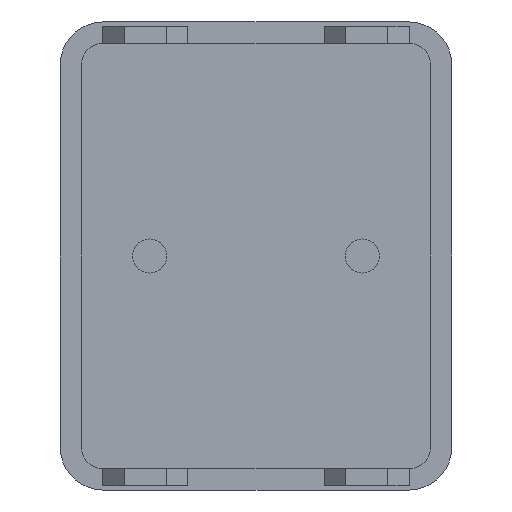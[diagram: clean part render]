
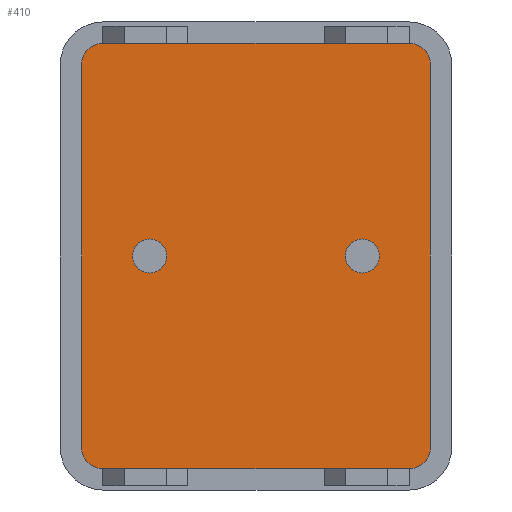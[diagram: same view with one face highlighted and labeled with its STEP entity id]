
A CAD part, front view. The second image highlights one B-rep face of the part: STEP entity #410.
In plain terms, the highlighted planar face has unit normal (0, -1, 0).
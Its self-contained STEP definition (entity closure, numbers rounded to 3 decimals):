
#1 = EDGE_CURVE ( 'NONE', #1458, #223, #2071, .T. ) ;
#63 = CIRCLE ( 'NONE', #293, 0.25 ) ;
#106 = CARTESIAN_POINT ( 'NONE',  ( 1.8, 0.25, -2.25 ) ) ;
#136 = CARTESIAN_POINT ( 'NONE',  ( 1.8, 0.25, 2.5 ) ) ;
#139 = CARTESIAN_POINT ( 'NONE',  ( -1.8, 0.25, -2.5 ) ) ;
#158 = EDGE_CURVE ( 'NONE', #887, #424, #1387, .T. ) ;
#197 = EDGE_CURVE ( 'NONE', #990, #458, #2220, .T. ) ;
#223 = VERTEX_POINT ( 'NONE', #1075 ) ;
#279 = ORIENTED_EDGE ( 'NONE', *, *, #2099, .T. ) ;
#293 = AXIS2_PLACEMENT_3D ( 'NONE', #1653, #804, #1491 ) ;
#302 = ORIENTED_EDGE ( 'NONE', *, *, #1, .T. ) ;
#320 = CARTESIAN_POINT ( 'NONE',  ( -1.8, 0.25, -2.5 ) ) ;
#410 = ADVANCED_FACE ( 'NONE', ( #492 ), #1846, .F. ) ;
#424 = VERTEX_POINT ( 'NONE', #136 ) ;
#435 = VECTOR ( 'NONE', #1011, 1000. ) ;
#458 = VERTEX_POINT ( 'NONE', #320 ) ;
#468 = CARTESIAN_POINT ( 'NONE',  ( -1.8, 0.25, 2.5 ) ) ;
#469 = DIRECTION ( 'NONE',  ( 0., 0., -1. ) ) ;
#486 = VERTEX_POINT ( 'NONE', #1034 ) ;
#492 = FACE_OUTER_BOUND ( 'NONE', #1345, .T. ) ;
#496 = VECTOR ( 'NONE', #578, 1000. ) ;
#514 = CARTESIAN_POINT ( 'NONE',  ( -1.8, 0.25, -2.25 ) ) ;
#578 = DIRECTION ( 'NONE',  ( 0., 0., 1. ) ) ;
#579 = DIRECTION ( 'NONE',  ( 0., 0., -1. ) ) ;
#589 = LINE ( 'NONE', #1629, #496 ) ;
#804 = DIRECTION ( 'NONE',  ( 0., -1., 0. ) ) ;
#848 = AXIS2_PLACEMENT_3D ( 'NONE', #1897, #1373, #1881 ) ;
#869 = EDGE_CURVE ( 'NONE', #1002, #424, #63, .T. ) ;
#887 = VERTEX_POINT ( 'NONE', #468 ) ;
#899 = CARTESIAN_POINT ( 'NONE',  ( 2.05, 0.25, 2.25 ) ) ;
#913 = CARTESIAN_POINT ( 'NONE',  ( -2.05, 0.25, -2.25 ) ) ;
#990 = VERTEX_POINT ( 'NONE', #2085 ) ;
#994 = AXIS2_PLACEMENT_3D ( 'NONE', #106, #1308, #469 ) ;
#1002 = VERTEX_POINT ( 'NONE', #899 ) ;
#1011 = DIRECTION ( 'NONE',  ( -1., 0., 0. ) ) ;
#1025 = DIRECTION ( 'NONE',  ( 1., 0., 0. ) ) ;
#1034 = CARTESIAN_POINT ( 'NONE',  ( 2.05, 0.25, -2.25 ) ) ;
#1075 = CARTESIAN_POINT ( 'NONE',  ( -2.05, 0.25, -2.25 ) ) ;
#1082 = VECTOR ( 'NONE', #579, 1000. ) ;
#1164 = ORIENTED_EDGE ( 'NONE', *, *, #869, .T. ) ;
#1188 = CARTESIAN_POINT ( 'NONE',  ( -1.8, 0.25, 2.5 ) ) ;
#1218 = CIRCLE ( 'NONE', #848, 0.25 ) ;
#1296 = CARTESIAN_POINT ( 'NONE',  ( -1.8, 0.25, -2.25 ) ) ;
#1308 = DIRECTION ( 'NONE',  ( 0., 1., 0. ) ) ;
#1330 = CIRCLE ( 'NONE', #2205, 0.25 ) ;
#1345 = EDGE_LOOP ( 'NONE', ( #1947, #1546, #1739, #1164, #1873, #1574, #302, #279 ) ) ;
#1373 = DIRECTION ( 'NONE',  ( 0., -1., 0. ) ) ;
#1387 = LINE ( 'NONE', #1188, #1876 ) ;
#1392 = CIRCLE ( 'NONE', #994, 0.25 ) ;
#1446 = DIRECTION ( 'NONE',  ( 0., -1., 0. ) ) ;
#1458 = VERTEX_POINT ( 'NONE', #1521 ) ;
#1491 = DIRECTION ( 'NONE',  ( 0., 0., -1. ) ) ;
#1501 = DIRECTION ( 'NONE',  ( 0., 0., 1. ) ) ;
#1521 = CARTESIAN_POINT ( 'NONE',  ( -2.05, 0.25, 2.25 ) ) ;
#1546 = ORIENTED_EDGE ( 'NONE', *, *, #1571, .F. ) ;
#1571 = EDGE_CURVE ( 'NONE', #486, #990, #1392, .T. ) ;
#1574 = ORIENTED_EDGE ( 'NONE', *, *, #1898, .T. ) ;
#1629 = CARTESIAN_POINT ( 'NONE',  ( 2.05, 0.25, -2.25 ) ) ;
#1653 = CARTESIAN_POINT ( 'NONE',  ( 1.8, 0.25, 2.25 ) ) ;
#1739 = ORIENTED_EDGE ( 'NONE', *, *, #2107, .T. ) ;
#1846 = PLANE ( 'NONE',  #1943 ) ;
#1859 = DIRECTION ( 'NONE',  ( 0., 1., 0. ) ) ;
#1873 = ORIENTED_EDGE ( 'NONE', *, *, #158, .F. ) ;
#1876 = VECTOR ( 'NONE', #1025, 1000. ) ;
#1881 = DIRECTION ( 'NONE',  ( 0., 0., -1. ) ) ;
#1897 = CARTESIAN_POINT ( 'NONE',  ( -1.8, 0.25, 2.25 ) ) ;
#1898 = EDGE_CURVE ( 'NONE', #887, #1458, #1218, .T. ) ;
#1936 = DIRECTION ( 'NONE',  ( 0., 0., -1. ) ) ;
#1943 = AXIS2_PLACEMENT_3D ( 'NONE', #514, #1859, #1501 ) ;
#1947 = ORIENTED_EDGE ( 'NONE', *, *, #197, .F. ) ;
#2071 = LINE ( 'NONE', #913, #1082 ) ;
#2085 = CARTESIAN_POINT ( 'NONE',  ( 1.8, 0.25, -2.5 ) ) ;
#2099 = EDGE_CURVE ( 'NONE', #223, #458, #1330, .T. ) ;
#2107 = EDGE_CURVE ( 'NONE', #486, #1002, #589, .T. ) ;
#2205 = AXIS2_PLACEMENT_3D ( 'NONE', #1296, #1446, #1936 ) ;
#2220 = LINE ( 'NONE', #139, #435 ) ;
